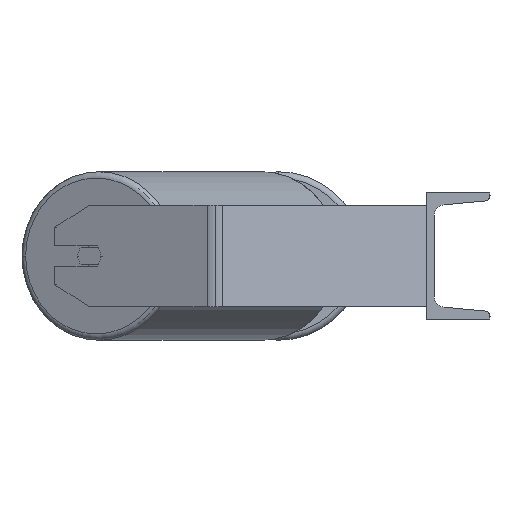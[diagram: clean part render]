
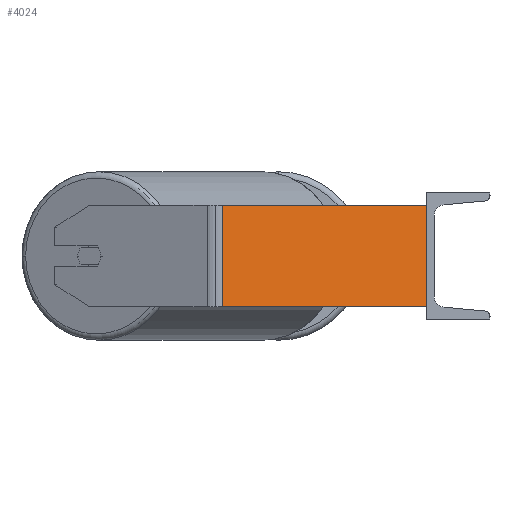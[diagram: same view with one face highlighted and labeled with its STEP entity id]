
A CAD part, left-side view. The second image highlights one B-rep face of the part: STEP entity #4024.
In plain terms, the highlighted planar face has unit normal (-0.94, -0.342, 0).
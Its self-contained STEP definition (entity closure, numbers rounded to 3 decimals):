
#114 = VERTEX_POINT ( 'NONE', #2347 ) ;
#214 = ORIENTED_EDGE ( 'NONE', *, *, #8000, .T. ) ;
#556 = CARTESIAN_POINT ( 'NONE',  ( -485., 0., -40. ) ) ;
#588 = VERTEX_POINT ( 'NONE', #556 ) ;
#868 = PLANE ( 'NONE',  #5444 ) ;
#1036 = CARTESIAN_POINT ( 'NONE',  ( -543.65, 161.139, 40. ) ) ;
#1858 = CARTESIAN_POINT ( 'NONE',  ( -485., 0., 40. ) ) ;
#1900 = EDGE_LOOP ( 'NONE', ( #214, #2439, #9089, #8589 ) ) ;
#2347 = CARTESIAN_POINT ( 'NONE',  ( -543.65, 161.139, 40. ) ) ;
#2419 = VECTOR ( 'NONE', #5943, 1000. ) ;
#2439 = ORIENTED_EDGE ( 'NONE', *, *, #4829, .F. ) ;
#2563 = VERTEX_POINT ( 'NONE', #6133 ) ;
#2658 = VERTEX_POINT ( 'NONE', #8456 ) ;
#2806 = EDGE_CURVE ( 'NONE', #114, #2658, #4000, .T. ) ;
#3020 = DIRECTION ( 'NONE',  ( -0.342, 0.94, 0. ) ) ;
#3736 = CARTESIAN_POINT ( 'NONE',  ( -545.916, 167.367, 40. ) ) ;
#3831 = LINE ( 'NONE', #7902, #2419 ) ;
#4000 = LINE ( 'NONE', #1036, #6570 ) ;
#4024 = ADVANCED_FACE ( 'NONE', ( #7114 ), #868, .F. ) ;
#4731 = LINE ( 'NONE', #7526, #6859 ) ;
#4829 = EDGE_CURVE ( 'NONE', #2563, #588, #8161, .T. ) ;
#5186 = VECTOR ( 'NONE', #7493, 1000. ) ;
#5444 = AXIS2_PLACEMENT_3D ( 'NONE', #3736, #6546, #3020 ) ;
#5943 = DIRECTION ( 'NONE',  ( 0.342, -0.94, 0. ) ) ;
#6133 = CARTESIAN_POINT ( 'NONE',  ( -485., 0., 40. ) ) ;
#6546 = DIRECTION ( 'NONE',  ( 0.94, 0.342, 0. ) ) ;
#6570 = VECTOR ( 'NONE', #8852, 1000. ) ;
#6859 = VECTOR ( 'NONE', #8979, 1000. ) ;
#7114 = FACE_OUTER_BOUND ( 'NONE', #1900, .T. ) ;
#7493 = DIRECTION ( 'NONE',  ( 0., 0., -1. ) ) ;
#7526 = CARTESIAN_POINT ( 'NONE',  ( -545.916, 167.367, -40. ) ) ;
#7902 = CARTESIAN_POINT ( 'NONE',  ( -545.916, 167.367, 40. ) ) ;
#8000 = EDGE_CURVE ( 'NONE', #2658, #588, #4731, .T. ) ;
#8161 = LINE ( 'NONE', #1858, #5186 ) ;
#8456 = CARTESIAN_POINT ( 'NONE',  ( -543.65, 161.139, -40. ) ) ;
#8589 = ORIENTED_EDGE ( 'NONE', *, *, #2806, .T. ) ;
#8739 = EDGE_CURVE ( 'NONE', #114, #2563, #3831, .T. ) ;
#8852 = DIRECTION ( 'NONE',  ( 0., 0., -1. ) ) ;
#8979 = DIRECTION ( 'NONE',  ( 0.342, -0.94, 0. ) ) ;
#9089 = ORIENTED_EDGE ( 'NONE', *, *, #8739, .F. ) ;
